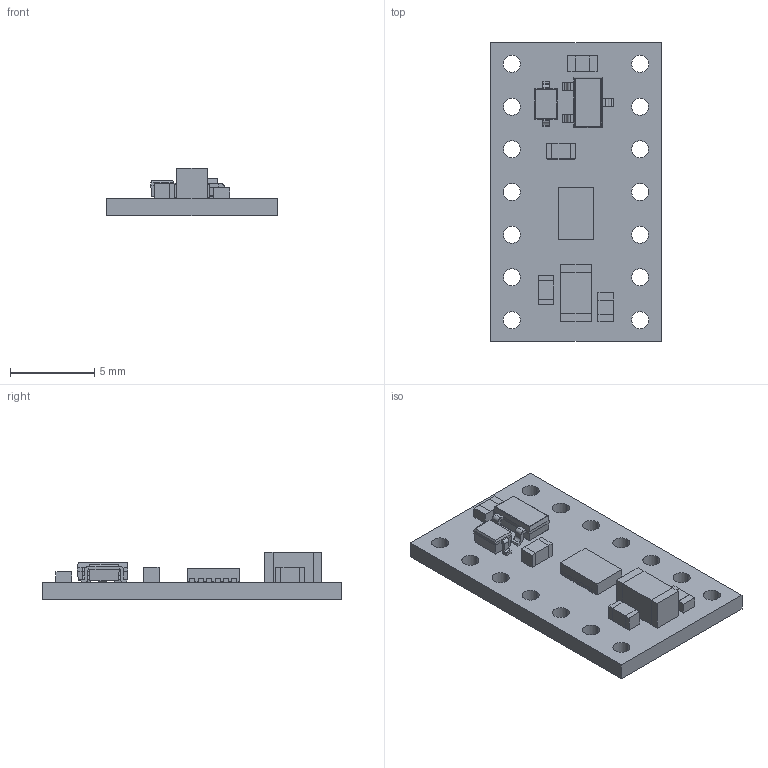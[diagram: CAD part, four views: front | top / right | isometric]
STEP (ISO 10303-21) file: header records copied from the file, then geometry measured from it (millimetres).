
FILE_DESCRIPTION (( 'STEP AP214' ), '1' );
FILE_NAME ('drv8835-dual-motor-driver-carrier.step', '2018-07-11T22:53:44', ( '' ), ( '' ), 'SwSTEP 2.0', 'SolidWorks 2016', '' );
FILE_SCHEMA (( 'AUTOMOTIVE_DESIGN' ));
Length unit declared in the file: millimetre
Products named in the file (1): drv8835-dual-motor-driver-carrier
Bounding box: 10.16 x 17.78 x 2.82 mm (x, y, z)
Volume: 201 mm3; surface area: 531.9 mm2
Topology: 1 solids, 1 shells, 624 faces, 1695 edges, 1104 vertices
Faces by surface type: plane 415, bspline 153, cylinder 56
Entity records: 31817 total; most frequent: CARTESIAN_POINT 10131, ORIENTED_EDGE 3390, DIRECTION 2403, EDGE_CURVE 1695, LINE 1267, VECTOR 1267, VERTEX_POINT 1104, EDGE_LOOP 711
